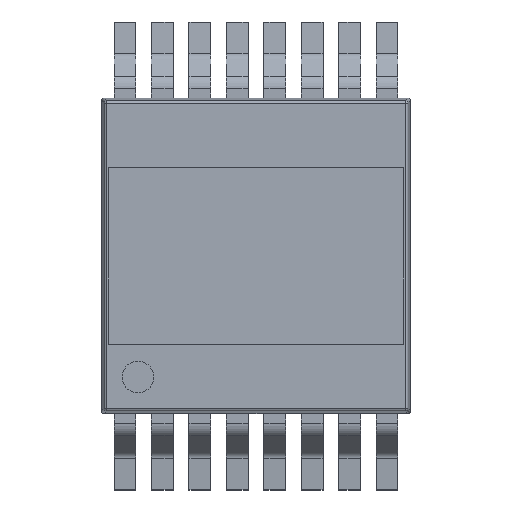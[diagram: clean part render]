
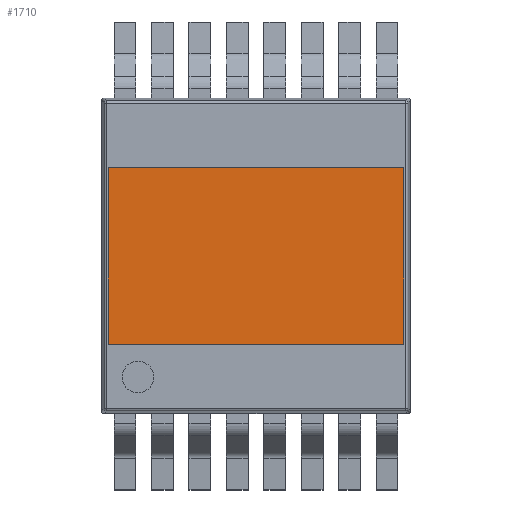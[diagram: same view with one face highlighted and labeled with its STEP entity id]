
A CAD part, top view. The second image highlights one B-rep face of the part: STEP entity #1710.
In plain terms, the highlighted planar face has unit normal (0, 0, 1).
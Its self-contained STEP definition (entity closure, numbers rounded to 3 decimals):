
#943 = DIRECTION ( 'NONE',  ( 0., 0., -1. ) ) ;
#1000 = CARTESIAN_POINT ( 'NONE',  ( -4.73, -2.835, 1.107 ) ) ;
#1026 = CARTESIAN_POINT ( 'NONE',  ( 4.73, -2.835, 1.107 ) ) ;
#1187 = PLANE ( 'NONE',  #6370 ) ;
#1327 = EDGE_CURVE ( 'NONE', #5455, #9757, #1719, .T. ) ;
#1483 = CARTESIAN_POINT ( 'NONE',  ( -4.73, -2.835, 1.107 ) ) ;
#1710 = ADVANCED_FACE ( 'NONE', ( #2107 ), #1187, .F. ) ;
#1719 = LINE ( 'NONE', #10983, #8516 ) ;
#2107 = FACE_OUTER_BOUND ( 'NONE', #12064, .T. ) ;
#2361 = ORIENTED_EDGE ( 'NONE', *, *, #10616, .T. ) ;
#2967 = CARTESIAN_POINT ( 'NONE',  ( 4.73, 2.835, 1.107 ) ) ;
#3729 = CARTESIAN_POINT ( 'NONE',  ( -4.73, -2.835, 1.107 ) ) ;
#4574 = LINE ( 'NONE', #1026, #7986 ) ;
#4729 = DIRECTION ( 'NONE',  ( 0., -1., 0. ) ) ;
#5455 = VERTEX_POINT ( 'NONE', #2967 ) ;
#6370 = AXIS2_PLACEMENT_3D ( 'NONE', #9406, #943, #11317 ) ;
#6806 = VERTEX_POINT ( 'NONE', #3729 ) ;
#7064 = VECTOR ( 'NONE', #4729, 1000. ) ;
#7907 = CARTESIAN_POINT ( 'NONE',  ( 4.73, -2.835, 1.107 ) ) ;
#7986 = VECTOR ( 'NONE', #11335, 1000. ) ;
#8204 = DIRECTION ( 'NONE',  ( -1., 0., 0. ) ) ;
#8240 = EDGE_CURVE ( 'NONE', #8546, #5455, #4574, .T. ) ;
#8516 = VECTOR ( 'NONE', #8204, 1000. ) ;
#8546 = VERTEX_POINT ( 'NONE', #7907 ) ;
#9397 = LINE ( 'NONE', #1000, #7064 ) ;
#9406 = CARTESIAN_POINT ( 'NONE',  ( 0., 0., 1.107 ) ) ;
#9635 = CARTESIAN_POINT ( 'NONE',  ( -4.73, 2.835, 1.107 ) ) ;
#9757 = VERTEX_POINT ( 'NONE', #9635 ) ;
#10519 = ORIENTED_EDGE ( 'NONE', *, *, #11569, .T. ) ;
#10616 = EDGE_CURVE ( 'NONE', #6806, #8546, #10866, .T. ) ;
#10866 = LINE ( 'NONE', #1483, #11816 ) ;
#10886 = ORIENTED_EDGE ( 'NONE', *, *, #8240, .T. ) ;
#10983 = CARTESIAN_POINT ( 'NONE',  ( -4.73, 2.835, 1.107 ) ) ;
#10998 = DIRECTION ( 'NONE',  ( 1., 0., 0. ) ) ;
#11317 = DIRECTION ( 'NONE',  ( -1., 0., 0. ) ) ;
#11335 = DIRECTION ( 'NONE',  ( 0., 1., 0. ) ) ;
#11393 = ORIENTED_EDGE ( 'NONE', *, *, #1327, .T. ) ;
#11569 = EDGE_CURVE ( 'NONE', #9757, #6806, #9397, .T. ) ;
#11816 = VECTOR ( 'NONE', #10998, 1000. ) ;
#12064 = EDGE_LOOP ( 'NONE', ( #10886, #11393, #10519, #2361 ) ) ;
